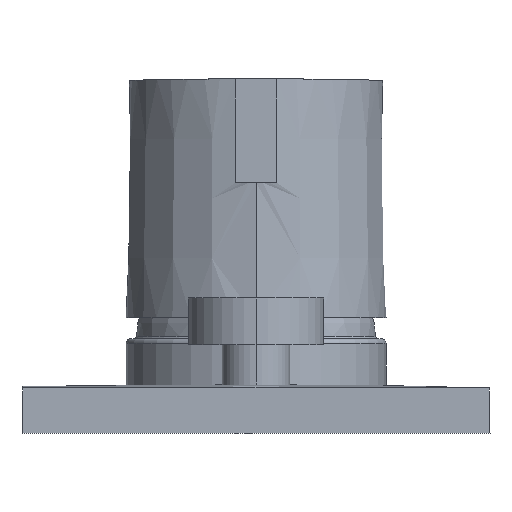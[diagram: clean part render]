
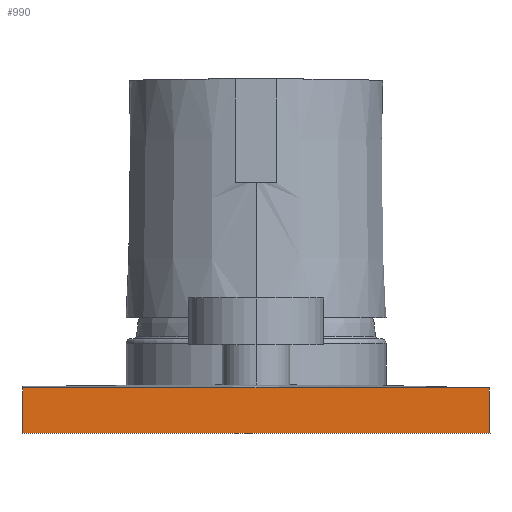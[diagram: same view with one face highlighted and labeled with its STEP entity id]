
A CAD part, front view. The second image highlights one B-rep face of the part: STEP entity #990.
In plain terms, the highlighted planar face has unit normal (0, -1, 0.018).
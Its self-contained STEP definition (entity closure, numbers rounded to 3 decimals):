
#37 = DIRECTION ( 'NONE',  ( -0.017, -0.017, -1. ) ) ;
#94 = CARTESIAN_POINT ( 'NONE',  ( 44.848, -74.848, 8.7 ) ) ;
#96 = CARTESIAN_POINT ( 'NONE',  ( 44.848, -74.848, 8.7 ) ) ;
#124 = EDGE_CURVE ( 'NONE', #1276, #560, #1507, .T. ) ;
#179 = ORIENTED_EDGE ( 'NONE', *, *, #294, .F. ) ;
#240 = ORIENTED_EDGE ( 'NONE', *, *, #565, .T. ) ;
#294 = EDGE_CURVE ( 'NONE', #692, #1276, #1033, .T. ) ;
#306 = CARTESIAN_POINT ( 'NONE',  ( -45., -75., 0. ) ) ;
#350 = CARTESIAN_POINT ( 'NONE',  ( 45., -75., 0. ) ) ;
#560 = VERTEX_POINT ( 'NONE', #1097 ) ;
#565 = EDGE_CURVE ( 'NONE', #1210, #560, #975, .T. ) ;
#604 = EDGE_LOOP ( 'NONE', ( #240, #1659, #179, #1231 ) ) ;
#649 = CARTESIAN_POINT ( 'NONE',  ( 14.951, -74.841, 9.1 ) ) ;
#692 = VERTEX_POINT ( 'NONE', #1578 ) ;
#699 = DIRECTION ( 'NONE',  ( 1., 0., 0. ) ) ;
#771 = VECTOR ( 'NONE', #37, 1000. ) ;
#784 = DIRECTION ( 'NONE',  ( 0., -1., 0.017 ) ) ;
#900 = CARTESIAN_POINT ( 'NONE',  ( -45., -75., 0. ) ) ;
#975 = LINE ( 'NONE', #306, #1660 ) ;
#990 = ADVANCED_FACE ( 'NONE', ( #1448 ), #1482, .T. ) ;
#1033 = B_SPLINE_CURVE_WITH_KNOTS ( 'NONE', 3,
 ( #1742, #1607, #649, #96 ),
 .UNSPECIFIED., .F., .F.,
 ( 4, 4 ),
 ( 0., 0.09 ),
 .UNSPECIFIED. ) ;
#1093 = VECTOR ( 'NONE', #1588, 1000. ) ;
#1097 = CARTESIAN_POINT ( 'NONE',  ( 45., -75., 0. ) ) ;
#1137 = LINE ( 'NONE', #1264, #771 ) ;
#1210 = VERTEX_POINT ( 'NONE', #900 ) ;
#1231 = ORIENTED_EDGE ( 'NONE', *, *, #1693, .T. ) ;
#1264 = CARTESIAN_POINT ( 'NONE',  ( -45., -75., 0. ) ) ;
#1276 = VERTEX_POINT ( 'NONE', #94 ) ;
#1347 = CARTESIAN_POINT ( 'NONE',  ( -45., -75., 0. ) ) ;
#1448 = FACE_OUTER_BOUND ( 'NONE', #604, .T. ) ;
#1482 = PLANE ( 'NONE',  #1525 ) ;
#1507 = LINE ( 'NONE', #350, #1093 ) ;
#1525 = AXIS2_PLACEMENT_3D ( 'NONE', #1347, #784, #1750 ) ;
#1578 = CARTESIAN_POINT ( 'NONE',  ( -44.848, -74.848, 8.7 ) ) ;
#1588 = DIRECTION ( 'NONE',  ( 0.017, -0.017, -1. ) ) ;
#1607 = CARTESIAN_POINT ( 'NONE',  ( -14.951, -74.841, 9.1 ) ) ;
#1659 = ORIENTED_EDGE ( 'NONE', *, *, #124, .F. ) ;
#1660 = VECTOR ( 'NONE', #699, 1000. ) ;
#1693 = EDGE_CURVE ( 'NONE', #692, #1210, #1137, .T. ) ;
#1742 = CARTESIAN_POINT ( 'NONE',  ( -44.848, -74.848, 8.7 ) ) ;
#1750 = DIRECTION ( 'NONE',  ( 0., -0.017, -1. ) ) ;
